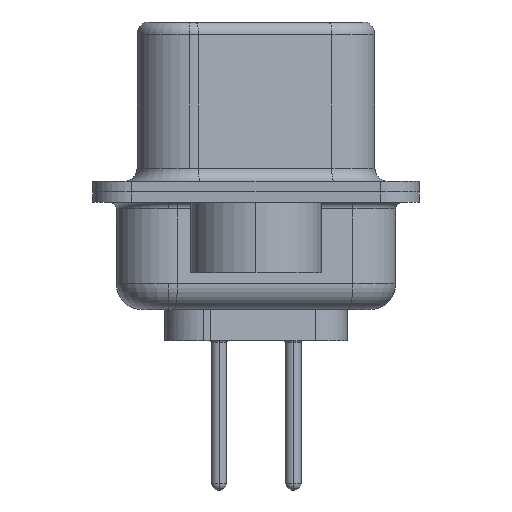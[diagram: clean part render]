
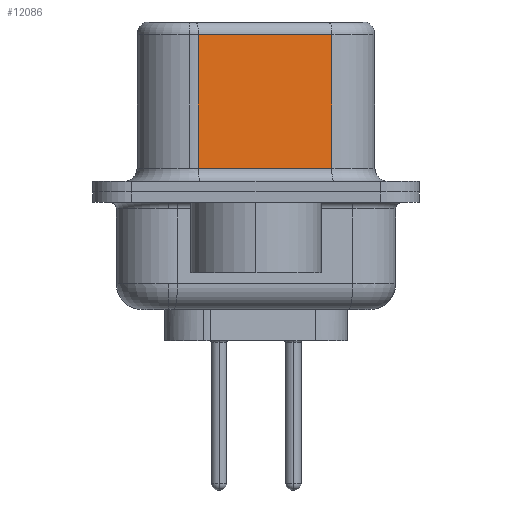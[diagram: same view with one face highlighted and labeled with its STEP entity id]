
A CAD part, left-side view. The second image highlights one B-rep face of the part: STEP entity #12086.
In plain terms, the highlighted planar face has unit normal (-0.985, -0.174, 0).
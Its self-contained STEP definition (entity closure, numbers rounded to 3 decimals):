
#97 = FACE_OUTER_BOUND ( 'NONE', #9538, .T. ) ;
#527 = VERTEX_POINT ( 'NONE', #16164 ) ;
#601 = DIRECTION ( 'NONE',  ( -0.174, 0.985, 0. ) ) ;
#1887 = CARTESIAN_POINT ( 'NONE',  ( 4.58, -2.897, 6.52 ) ) ;
#2029 = VECTOR ( 'NONE', #3674, 1000. ) ;
#2197 = LINE ( 'NONE', #19803, #16036 ) ;
#2946 = EDGE_CURVE ( 'NONE', #4859, #527, #2197, .T. ) ;
#3674 = DIRECTION ( 'NONE',  ( 0., 0., -1. ) ) ;
#4741 = EDGE_CURVE ( 'NONE', #19358, #4859, #16320, .T. ) ;
#4859 = VERTEX_POINT ( 'NONE', #10135 ) ;
#4922 = CARTESIAN_POINT ( 'NONE',  ( 4.58, -2.897, 6.52 ) ) ;
#5220 = ORIENTED_EDGE ( 'NONE', *, *, #7407, .F. ) ;
#5237 = VERTEX_POINT ( 'NONE', #9690 ) ;
#7407 = EDGE_CURVE ( 'NONE', #5237, #527, #16340, .T. ) ;
#7819 = CARTESIAN_POINT ( 'NONE',  ( 3.68, 2.203, 6.02 ) ) ;
#8255 = DIRECTION ( 'NONE',  ( 0.985, 0.174, 0. ) ) ;
#8286 = DIRECTION ( 'NONE',  ( 0., 0., -1. ) ) ;
#9538 = EDGE_LOOP ( 'NONE', ( #5220, #12978, #19741, #10092 ) ) ;
#9690 = CARTESIAN_POINT ( 'NONE',  ( 4.58, -2.897, 6.02 ) ) ;
#10092 = ORIENTED_EDGE ( 'NONE', *, *, #2946, .T. ) ;
#10135 = CARTESIAN_POINT ( 'NONE',  ( 3.68, 2.203, 0.9 ) ) ;
#11496 = LINE ( 'NONE', #16525, #12474 ) ;
#11594 = DIRECTION ( 'NONE',  ( -0.174, 0.985, 0. ) ) ;
#12086 = ADVANCED_FACE ( 'NONE', ( #97 ), #19245, .F. ) ;
#12474 = VECTOR ( 'NONE', #11594, 1000. ) ;
#12978 = ORIENTED_EDGE ( 'NONE', *, *, #17653, .T. ) ;
#13023 = AXIS2_PLACEMENT_3D ( 'NONE', #4922, #8255, #601 ) ;
#16036 = VECTOR ( 'NONE', #18323, 1000. ) ;
#16164 = CARTESIAN_POINT ( 'NONE',  ( 4.58, -2.897, 0.9 ) ) ;
#16320 = LINE ( 'NONE', #16429, #2029 ) ;
#16340 = LINE ( 'NONE', #1887, #16655 ) ;
#16429 = CARTESIAN_POINT ( 'NONE',  ( 3.68, 2.203, 6.52 ) ) ;
#16525 = CARTESIAN_POINT ( 'NONE',  ( 4.58, -2.897, 6.02 ) ) ;
#16655 = VECTOR ( 'NONE', #8286, 1000. ) ;
#17653 = EDGE_CURVE ( 'NONE', #5237, #19358, #11496, .T. ) ;
#18323 = DIRECTION ( 'NONE',  ( 0.174, -0.985, 0. ) ) ;
#19245 = PLANE ( 'NONE',  #13023 ) ;
#19358 = VERTEX_POINT ( 'NONE', #7819 ) ;
#19741 = ORIENTED_EDGE ( 'NONE', *, *, #4741, .T. ) ;
#19803 = CARTESIAN_POINT ( 'NONE',  ( 4.58, -2.897, 0.9 ) ) ;
